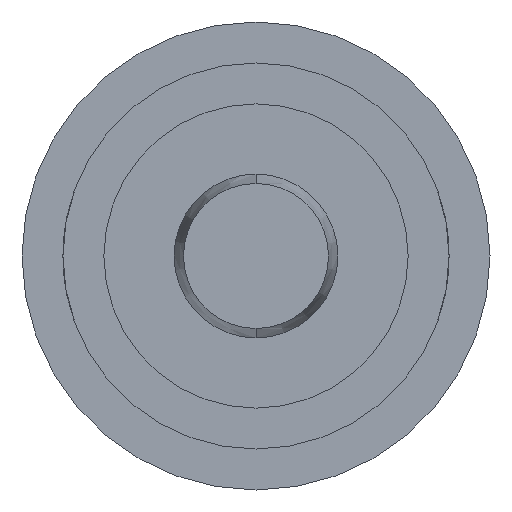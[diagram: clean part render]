
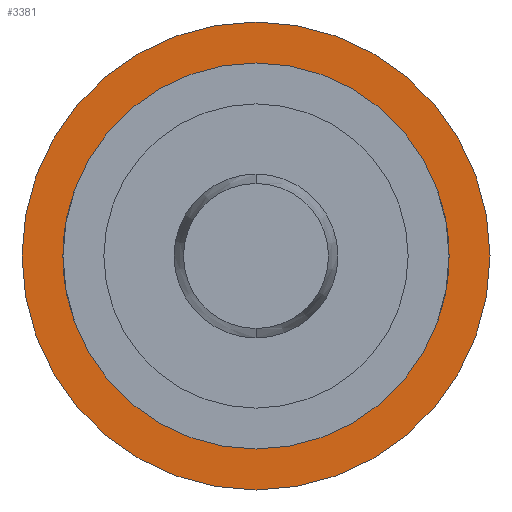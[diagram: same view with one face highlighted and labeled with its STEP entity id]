
A CAD part, front view. The second image highlights one B-rep face of the part: STEP entity #3381.
In plain terms, the highlighted planar face has unit normal (0, -1, 0).
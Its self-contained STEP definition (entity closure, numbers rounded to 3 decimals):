
#149 = DIRECTION ( 'NONE',  ( 0., 0., 1. ) ) ;
#157 = DIRECTION ( 'NONE',  ( 0., 1., 0. ) ) ;
#165 = EDGE_CURVE ( 'Defeature ausgef�hrt4_7+Defeature ausgef�hrt4_6+Defeature ausgef�hrt4_6+Defeature ausgef�hrt4_6', #3352, #814, #767, .T. ) ;
#336 = CARTESIAN_POINT ( 'NONE',  ( 0., 28., 0. ) ) ;
#353 = EDGE_LOOP ( 'NONE', ( #1731, #1152 ) ) ;
#475 = EDGE_CURVE ( 'Defeature ausgef�hrt4_6+Defeature ausgef�hrt4_0+Defeature ausgef�hrt4_0+Defeature ausgef�hrt4_0', #2695, #2617, #1819, .T. ) ;
#648 = EDGE_CURVE ( 'Defeature ausgef�hrt4_6+Defeature ausgef�hrt4_0+Defeature ausgef�hrt4_0+Defeature ausgef�hrt4_0', #2617, #2695, #1016, .T. ) ;
#767 = CIRCLE ( 'NONE', #2639, 1. ) ;
#814 = VERTEX_POINT ( 'NONE', #1871 ) ;
#846 = CARTESIAN_POINT ( 'NONE',  ( 0., 28., 0. ) ) ;
#897 = DIRECTION ( 'NONE',  ( 0., 1., 0. ) ) ;
#1016 = CIRCLE ( 'NONE', #1463, 0.825 ) ;
#1144 = DIRECTION ( 'NONE',  ( 0., 0., 1. ) ) ;
#1152 = ORIENTED_EDGE ( 'NONE', *, *, #1536, .F. ) ;
#1251 = CARTESIAN_POINT ( 'NONE',  ( 0., 28., 0. ) ) ;
#1399 = DIRECTION ( 'NONE',  ( 0., 0., 1. ) ) ;
#1427 = DIRECTION ( 'NONE',  ( 0., 1., 0. ) ) ;
#1463 = AXIS2_PLACEMENT_3D ( 'NONE', #1251, #157, #149 ) ;
#1536 = EDGE_CURVE ( 'Defeature ausgef�hrt4_7+Defeature ausgef�hrt4_6+Defeature ausgef�hrt4_6+Defeature ausgef�hrt4_6', #814, #3352, #3438, .T. ) ;
#1548 = CARTESIAN_POINT ( 'NONE',  ( 0., 28., -0.825 ) ) ;
#1657 = EDGE_LOOP ( 'NONE', ( #3445, #2317 ) ) ;
#1731 = ORIENTED_EDGE ( 'NONE', *, *, #165, .F. ) ;
#1819 = CIRCLE ( 'NONE', #2698, 0.825 ) ;
#1871 = CARTESIAN_POINT ( 'NONE',  ( 0., 28., -1. ) ) ;
#1915 = AXIS2_PLACEMENT_3D ( 'NONE', #3107, #3383, #1144 ) ;
#1959 = AXIS2_PLACEMENT_3D ( 'NONE', #2786, #1427, #1971 ) ;
#1971 = DIRECTION ( 'NONE',  ( 0., 0., 1. ) ) ;
#2040 = FACE_BOUND ( 'NONE', #1657, .T. ) ;
#2047 = PLANE ( 'NONE',  #1915 ) ;
#2233 = CARTESIAN_POINT ( 'NONE',  ( 0., 28., 1. ) ) ;
#2317 = ORIENTED_EDGE ( 'NONE', *, *, #648, .T. ) ;
#2617 = VERTEX_POINT ( 'NONE', #3354 ) ;
#2639 = AXIS2_PLACEMENT_3D ( 'NONE', #336, #3021, #1399 ) ;
#2695 = VERTEX_POINT ( 'NONE', #1548 ) ;
#2698 = AXIS2_PLACEMENT_3D ( 'NONE', #846, #897, #2726 ) ;
#2726 = DIRECTION ( 'NONE',  ( 0., 0., 1. ) ) ;
#2745 = FACE_OUTER_BOUND ( 'NONE', #353, .T. ) ;
#2786 = CARTESIAN_POINT ( 'NONE',  ( 0., 28., 0. ) ) ;
#3021 = DIRECTION ( 'NONE',  ( 0., 1., 0. ) ) ;
#3107 = CARTESIAN_POINT ( 'NONE',  ( 0.825, 28., 0. ) ) ;
#3352 = VERTEX_POINT ( 'NONE', #2233 ) ;
#3354 = CARTESIAN_POINT ( 'NONE',  ( 0., 28., 0.825 ) ) ;
#3381 = ADVANCED_FACE ( 'Defeature ausgef�hrt4_6', ( #2745, #2040 ), #2047, .F. ) ;
#3383 = DIRECTION ( 'NONE',  ( 0., 1., 0. ) ) ;
#3438 = CIRCLE ( 'NONE', #1959, 1. ) ;
#3445 = ORIENTED_EDGE ( 'NONE', *, *, #475, .T. ) ;
